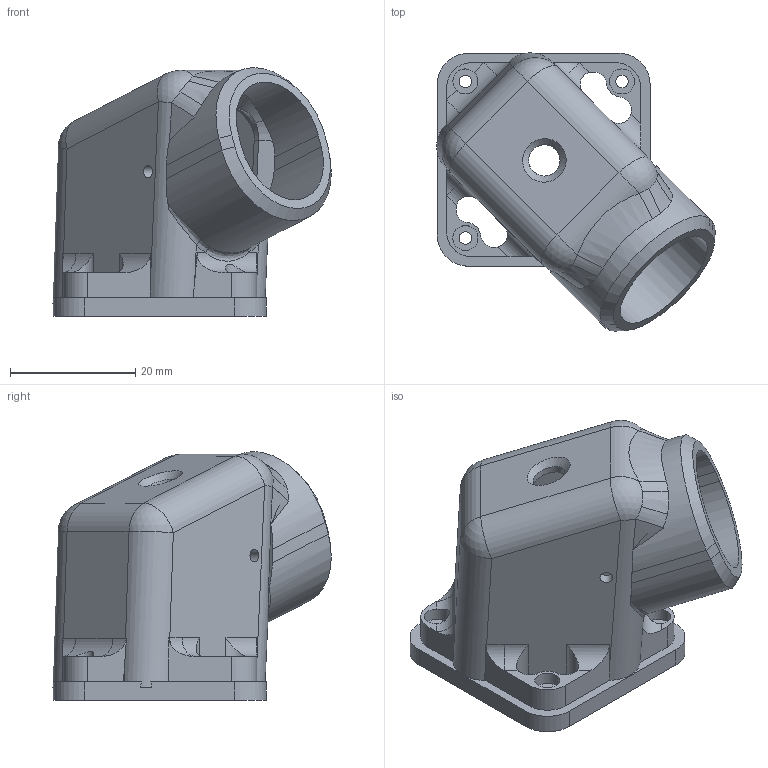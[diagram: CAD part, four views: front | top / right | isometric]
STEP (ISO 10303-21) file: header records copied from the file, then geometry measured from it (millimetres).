
FILE_DESCRIPTION(/* description */ (''),/* implementation_level */ '2;1');
FILE_NAME(/* name */ 'Canopy rev1.step',/* time_stamp */ '2023-12-06T22:19:06-08:00',/* author */ (''),/* organization */ (''),/* preprocessor_version */ 'ST-DEVELOPER v20',/* originating_system */ 'Autodesk Translation Framework v12.14.0.127',/* authorisation */ '');
FILE_SCHEMA (('AUTOMOTIVE_DESIGN { 1 0 10303 214 3 1 1 }'));
Length unit declared in the file: millimetre
Products named in the file (1): Drone Frames
Bounding box: 44.47 x 44.47 x 39.73 mm (x, y, z)
Volume: 10479.9 mm3; surface area: 10400.7 mm2
Topology: 1 solids, 1 shells, 185 faces, 500 edges, 318 vertices
Faces by surface type: plane 80, cylinder 67, bspline 28, cone 6, sphere 4
Full cylindrical faces by diameter (mm): 2 x4, 2.01 x2, 4 x4, 5 x1
Entity records: 6619 total; most frequent: CARTESIAN_POINT 1987, ORIENTED_EDGE 996, DIRECTION 909, EDGE_CURVE 498, AXIS2_PLACEMENT_3D 324, VERTEX_POINT 318, LINE 261, VECTOR 261
